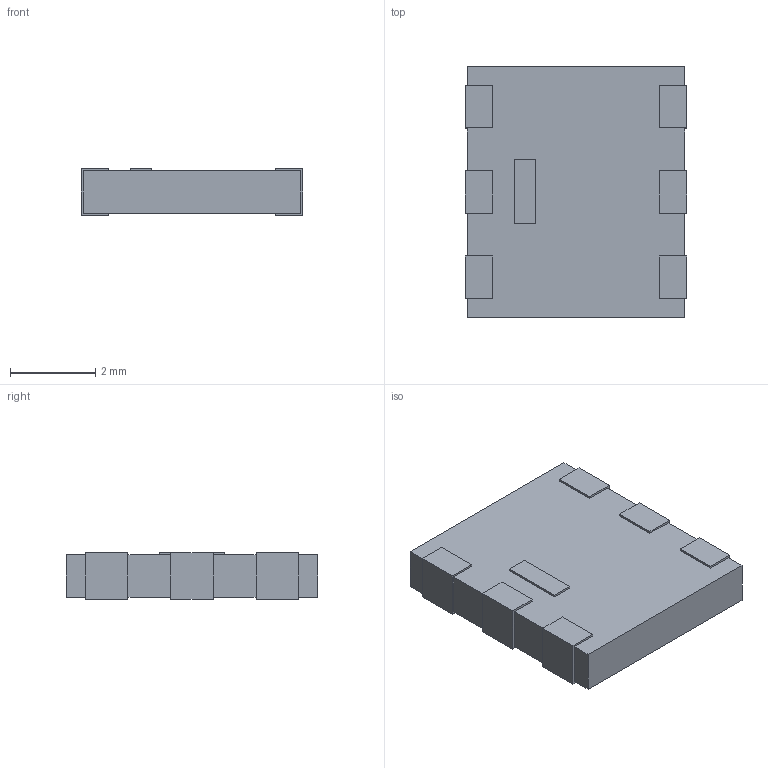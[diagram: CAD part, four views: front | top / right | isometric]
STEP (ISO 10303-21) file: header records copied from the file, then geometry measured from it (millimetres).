
FILE_DESCRIPTION (( 'STEP AP214' ), '1' );
FILE_NAME ('RCA-6050-Lx-TR.STEP', '2019-02-16T09:48:37', ( '' ), ( '' ), 'SwSTEP 2.0', 'SolidWorks 2018', '' );
FILE_SCHEMA (( 'AUTOMOTIVE_DESIGN' ));
Length unit declared in the file: millimetre
Products named in the file (1): RCA-6050-Lx-TR
Bounding box: 5.2 x 5.9 x 1.1 mm (x, y, z)
Volume: 30.8 mm3; surface area: 87.1 mm2
Topology: 2 solids, 2 shells, 60 faces, 168 edges, 112 vertices
Faces by surface type: plane 60
Entity records: 2463 total; most frequent: CARTESIAN_POINT 341, ORIENTED_EDGE 336, DIRECTION 290, LINE 168, VECTOR 168, EDGE_CURVE 168, VERTEX_POINT 112, AXIS2_PLACEMENT_3D 61
